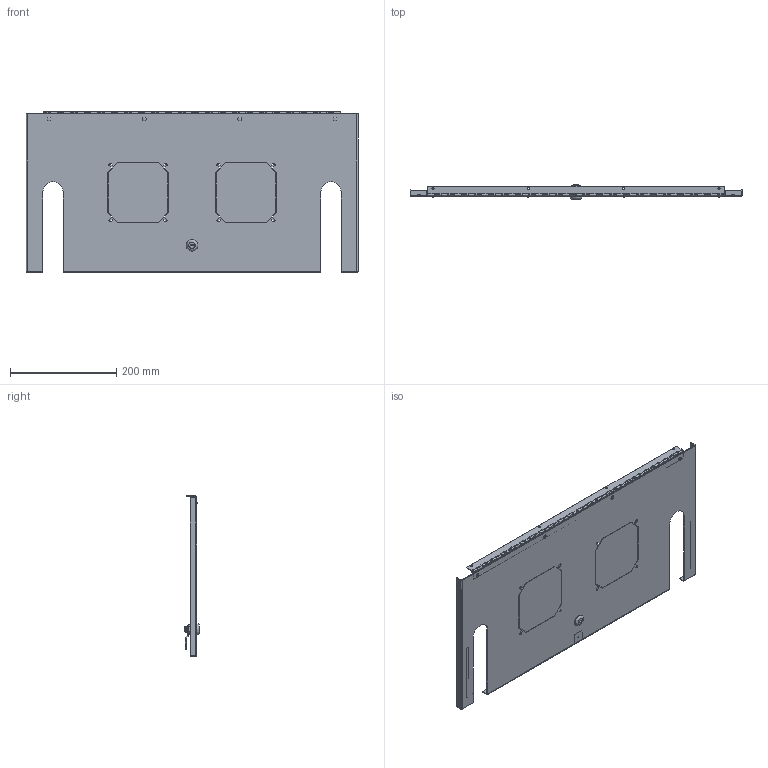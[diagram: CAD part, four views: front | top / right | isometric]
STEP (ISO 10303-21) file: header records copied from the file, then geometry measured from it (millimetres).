
FILE_DESCRIPTION (( 'STEP AP203' ), '1' );
FILE_NAME ('SDC6USD.step', '2020-11-11T21:57:21', ( 'ADC123' ), ( 'Microsoft' ), 'SwSTEP 2.0', 'SolidWorks 2019', '' );
FILE_SCHEMA (( 'CONFIG_CONTROL_DESIGN' ));
Length unit declared in the file: inch
Products named in the file (1): SDC6USD
Bounding box: 624.69 x 27.94 x 302.87 mm (x, y, z)
Volume: 304717.4 mm3; surface area: 433793.6 mm2
Topology: 15 solids, 15 shells, 570 faces, 1573 edges, 1044 vertices
Faces by surface type: plane 412, cylinder 142, bspline 12, torus 4
Full cylindrical faces by diameter (mm): 2.032 x1, 3.175 x1, 3.2 x4, 3.81 x12, 5.182 x1, 5.893 x1, 15.164 x1, 18.491 x1
Entity records: 18839 total; most frequent: CARTESIAN_POINT 4095, ORIENTED_EDGE 3074, DIRECTION 2917, EDGE_CURVE 1537, LINE 1227, VECTOR 1227, VERTEX_POINT 1038, AXIS2_PLACEMENT_3D 845
